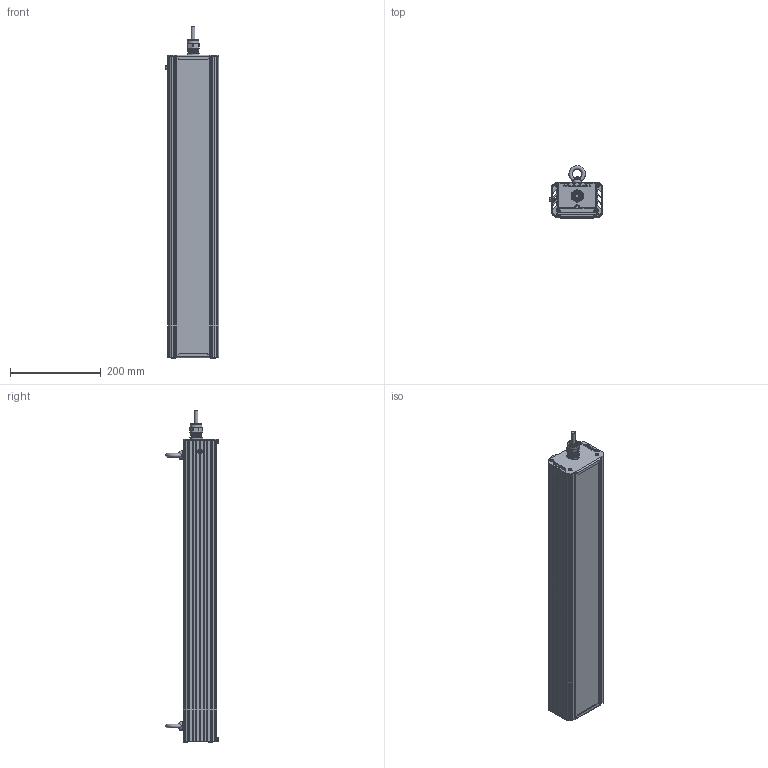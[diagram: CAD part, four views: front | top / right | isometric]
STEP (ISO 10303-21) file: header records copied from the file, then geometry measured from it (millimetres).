
FILE_DESCRIPTION(('STEP AP214'), '1');
FILE_NAME('001.0092.00.026 - ÃÑÏ-Ïðèìà-Îïòèê-2Åõ90', '', ('UNSPECIFIED'), ('UNSPECIFIED'), 'C3D Converter', 'C3D Toolkit', '');
FILE_SCHEMA(('AUTOMOTIVE_DESIGN { 1 0 10303 214 3 1 1}'));
Length unit declared in the file: millimetre
Products named in the file (30): 001.0092.00.026; 001.0065.02.000
Assembly tree (58 placements, depth 4):
  001.0092.00.026
    (unnamed)
      (unnamed)  x4
      (unnamed)  x4
      (unnamed)
      (unnamed)
      (unnamed)
      (unnamed)
      (unnamed)
      (unnamed)
      (unnamed)
      (unnamed)
      (unnamed)
      (unnamed)
      (unnamed)
        (unnamed)
    001.0065.02.000  x2
      (unnamed)
      (unnamed)
    (unnamed)  x9
      (unnamed)
      (unnamed)
      (unnamed)
      (unnamed)
      (unnamed)
      (unnamed)
      (unnamed)
      (unnamed)
      (unnamed)
      (unnamed)
Bounding box: 117.15 x 115.41 x 730.5 mm (x, y, z)
Volume: 1405084.6 mm3; surface area: 1128644.6 mm2
Topology: 339 solids, 339 shells, 4369 faces, 9730 edges, 6509 vertices
Faces by surface type: plane 3112, cylinder 990, bspline 155, cone 79, sphere 27, torus 6
Full cylindrical faces by diameter (mm): 1 x27, 2 x18, 2.5 x36, 2.8 x225, 3.2 x27, 3.5 x54, 4 x9, 5 x3, 6 x3, 7 x2, 8 x8, 9 x117, 10 x1, 12.5 x1, 13 x1, 16 x1, 17 x1, 18 x1, 18.5 x1, 19 x1, 20 x1, 21.5 x1, 22 x2, 25.5 x1
Entity records: 79306 total; most frequent: CARTESIAN_POINT 43684, DIRECTION 6148, ORIENTED_EDGE 5078, EDGE_CURVE 2539, AXIS2_PLACEMENT_3D 2251, VERTEX_POINT 1767, LINE 1646, VECTOR 1646
